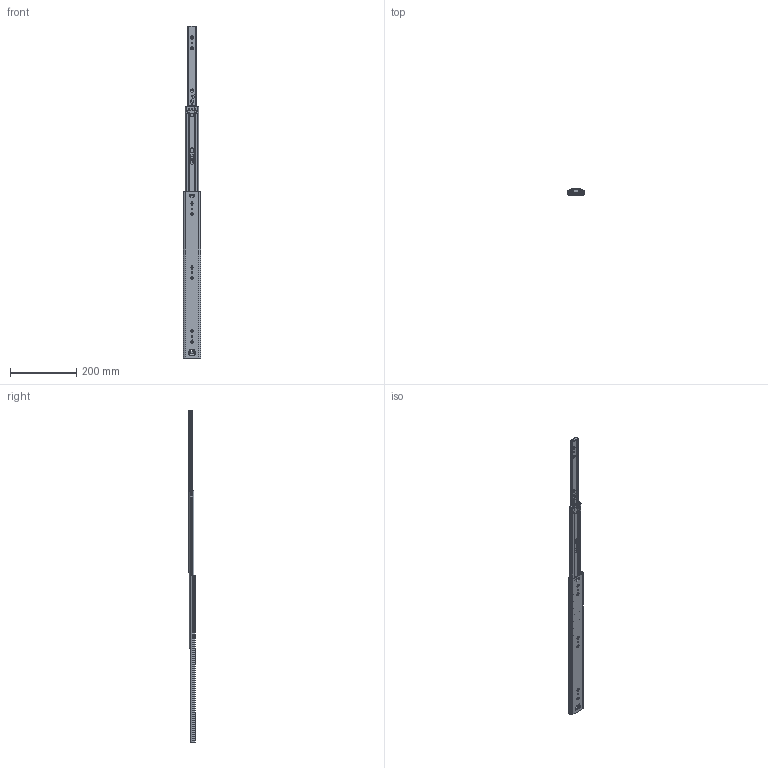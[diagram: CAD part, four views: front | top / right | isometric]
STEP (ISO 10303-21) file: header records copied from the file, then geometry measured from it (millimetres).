
FILE_DESCRIPTION (( 'STEP AP214' ), '1' );
FILE_NAME ('53#ÖØÐÍ¹ì20´çopen.STEP', '2024-10-10T07:56:39', ( '' ), ( '' ), 'SwSTEP 2.0', 'SolidWorks 2016', '' );
FILE_SCHEMA (( 'AUTOMOTIVE_DESIGN' ));
Length unit declared in the file: millimetre
Products named in the file (11): 53#笭倰寢俋寢20渡; 53#笭倰寢囀寢20渡; 53蝶坶; 53#笭倰寢笢寢20渡; 紩殤蝶菜; 53#笭倰寢囀紩殤20渡; 53#笭倰寢20渡open; 53中轨胶塞; 53情え; 詩紩6; 53#笭倰寢俋紩殤20渡
Assembly tree (74 placements, depth 2):
  53#笭倰寢20渡open
    53#笭倰寢俋寢20渡
    53#笭倰寢笢寢20渡
    53#笭倰寢囀寢20渡
    53#笭倰寢囀紩殤20渡
    53#笭倰寢俋紩殤20渡
    詩紩6  x64
    53蝶坶
    紩殤蝶菜  x2
    53中轨胶塞
    53情え
Bounding box: 53.68 x 19 x 1000 mm (x, y, z)
Volume: 204772.9 mm3; surface area: 235867.6 mm2
Topology: 89 solids, 89 shells, 3230 faces, 8574 edges, 5291 vertices
Faces by surface type: plane 1163, cylinder 1123, torus 430, sphere 302, bspline 164, cone 48
Entity records: 95773 total; most frequent: CARTESIAN_POINT 23515, ORIENTED_EDGE 15220, DIRECTION 14928, EDGE_CURVE 7610, AXIS2_PLACEMENT_3D 5789, VERTEX_POINT 4699, VECTOR 3350, LINE 3350
